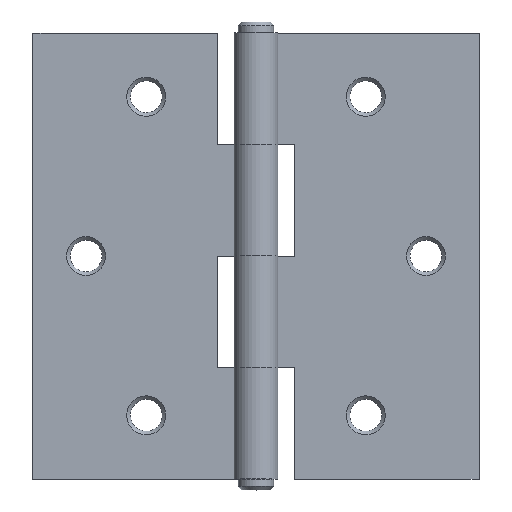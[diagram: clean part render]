
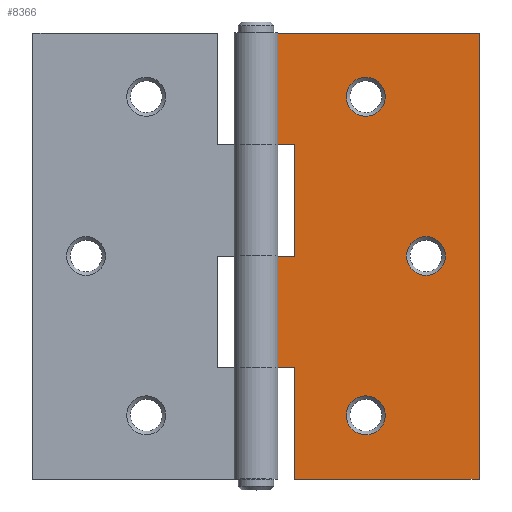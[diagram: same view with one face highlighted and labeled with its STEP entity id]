
A CAD part, top view. The second image highlights one B-rep face of the part: STEP entity #8366.
In plain terms, the highlighted planar face has unit normal (0, 0, 1).
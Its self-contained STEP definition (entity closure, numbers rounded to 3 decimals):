
#58 = EDGE_CURVE ( 'NONE', #4167, #4167, #7176, .T. ) ;
#230 = CARTESIAN_POINT ( 'NONE',  ( -3.1, 31.5, 1. ) ) ;
#371 = VERTEX_POINT ( 'NONE', #3694 ) ;
#449 = LINE ( 'NONE', #230, #5095 ) ;
#592 = ORIENTED_EDGE ( 'NONE', *, *, #10321, .T. ) ;
#775 = ORIENTED_EDGE ( 'NONE', *, *, #4082, .T. ) ;
#913 = DIRECTION ( 'NONE',  ( -1., 0., 0. ) ) ;
#1108 = CARTESIAN_POINT ( 'NONE',  ( -3.1, 31.5, 1. ) ) ;
#1110 = VERTEX_POINT ( 'NONE', #3727 ) ;
#1115 = CARTESIAN_POINT ( 'NONE',  ( -8.6, 15.75, 1. ) ) ;
#1137 = EDGE_CURVE ( 'NONE', #6297, #6297, #5175, .T. ) ;
#1146 = ORIENTED_EDGE ( 'NONE', *, *, #6779, .F. ) ;
#1210 = EDGE_LOOP ( 'NONE', ( #4709 ) ) ;
#1276 = ORIENTED_EDGE ( 'NONE', *, *, #2746, .T. ) ;
#1428 = ORIENTED_EDGE ( 'NONE', *, *, #10004, .T. ) ;
#1453 = CARTESIAN_POINT ( 'NONE',  ( -18.6, -22.5, 1. ) ) ;
#1648 = CIRCLE ( 'NONE', #10098, 2.75 ) ;
#1702 = FACE_BOUND ( 'NONE', #2218, .T. ) ;
#1802 = CARTESIAN_POINT ( 'NONE',  ( -3.1, -31.5, 1. ) ) ;
#1870 = CARTESIAN_POINT ( 'NONE',  ( -3.1, -15.75, 1. ) ) ;
#1951 = FACE_OUTER_BOUND ( 'NONE', #7292, .T. ) ;
#2218 = EDGE_LOOP ( 'NONE', ( #3623 ) ) ;
#2319 = ORIENTED_EDGE ( 'NONE', *, *, #5228, .F. ) ;
#2320 = CARTESIAN_POINT ( 'NONE',  ( -3.1, 0., 1. ) ) ;
#2361 = LINE ( 'NONE', #7106, #6616 ) ;
#2400 = EDGE_CURVE ( 'NONE', #4937, #4937, #1648, .T. ) ;
#2425 = VERTEX_POINT ( 'NONE', #2320 ) ;
#2535 = ORIENTED_EDGE ( 'NONE', *, *, #3829, .T. ) ;
#2746 = EDGE_CURVE ( 'NONE', #4108, #371, #6758, .T. ) ;
#2825 = AXIS2_PLACEMENT_3D ( 'NONE', #5498, #8664, #10318 ) ;
#2887 = DIRECTION ( 'NONE',  ( 0., -1., 0. ) ) ;
#2967 = EDGE_CURVE ( 'NONE', #8037, #6075, #4905, .T. ) ;
#3106 = EDGE_CURVE ( 'NONE', #1110, #6364, #8743, .T. ) ;
#3211 = ORIENTED_EDGE ( 'NONE', *, *, #3106, .T. ) ;
#3451 = DIRECTION ( 'NONE',  ( 0., -1., 0. ) ) ;
#3546 = LINE ( 'NONE', #4715, #5059 ) ;
#3601 = VERTEX_POINT ( 'NONE', #5083 ) ;
#3618 = CARTESIAN_POINT ( 'NONE',  ( -8.6, -15.75, 1. ) ) ;
#3623 = ORIENTED_EDGE ( 'NONE', *, *, #58, .T. ) ;
#3694 = CARTESIAN_POINT ( 'NONE',  ( -3.1, -31.5, 1. ) ) ;
#3727 = CARTESIAN_POINT ( 'NONE',  ( -3.1, 15.75, 1. ) ) ;
#3793 = VECTOR ( 'NONE', #5581, 1000. ) ;
#3829 = EDGE_CURVE ( 'NONE', #6364, #6075, #8597, .T. ) ;
#4082 = EDGE_CURVE ( 'NONE', #7404, #2425, #2361, .T. ) ;
#4085 = FACE_BOUND ( 'NONE', #1210, .T. ) ;
#4090 = DIRECTION ( 'NONE',  ( -1., 0., 0. ) ) ;
#4108 = VERTEX_POINT ( 'NONE', #5612 ) ;
#4167 = VERTEX_POINT ( 'NONE', #8876 ) ;
#4709 = ORIENTED_EDGE ( 'NONE', *, *, #2400, .T. ) ;
#4715 = CARTESIAN_POINT ( 'NONE',  ( -34.6, 31.5, 1. ) ) ;
#4883 = CARTESIAN_POINT ( 'NONE',  ( -21.35, 22.5, 1. ) ) ;
#4905 = LINE ( 'NONE', #1108, #5537 ) ;
#4919 = CARTESIAN_POINT ( 'NONE',  ( -21.35, -22.5, 1. ) ) ;
#4937 = VERTEX_POINT ( 'NONE', #4919 ) ;
#5059 = VECTOR ( 'NONE', #10244, 1000. ) ;
#5083 = CARTESIAN_POINT ( 'NONE',  ( -3.1, -15.75, 1. ) ) ;
#5095 = VECTOR ( 'NONE', #3451, 1000. ) ;
#5124 = LINE ( 'NONE', #9370, #9206 ) ;
#5175 = CIRCLE ( 'NONE', #2825, 2.75 ) ;
#5228 = EDGE_CURVE ( 'NONE', #1110, #2425, #5124, .T. ) ;
#5498 = CARTESIAN_POINT ( 'NONE',  ( -18.6, 22.5, 1. ) ) ;
#5537 = VECTOR ( 'NONE', #8365, 1000. ) ;
#5581 = DIRECTION ( 'NONE',  ( 0., 1., 0. ) ) ;
#5612 = CARTESIAN_POINT ( 'NONE',  ( -34.6, -31.5, 1. ) ) ;
#5615 = CARTESIAN_POINT ( 'NONE',  ( -3.1, 31.5, 1. ) ) ;
#5840 = ORIENTED_EDGE ( 'NONE', *, *, #1137, .T. ) ;
#5852 = VECTOR ( 'NONE', #5879, 1000. ) ;
#5879 = DIRECTION ( 'NONE',  ( -1., 0., 0. ) ) ;
#6056 = CARTESIAN_POINT ( 'NONE',  ( -34.6, 31.5, 1. ) ) ;
#6075 = VERTEX_POINT ( 'NONE', #10066 ) ;
#6081 = FACE_BOUND ( 'NONE', #9653, .T. ) ;
#6283 = DIRECTION ( 'NONE',  ( -1., 0., 0. ) ) ;
#6297 = VERTEX_POINT ( 'NONE', #4883 ) ;
#6364 = VERTEX_POINT ( 'NONE', #1115 ) ;
#6616 = VECTOR ( 'NONE', #7913, 1000. ) ;
#6629 = VECTOR ( 'NONE', #913, 1000. ) ;
#6697 = EDGE_CURVE ( 'NONE', #3601, #7497, #7326, .T. ) ;
#6758 = LINE ( 'NONE', #1802, #7869 ) ;
#6779 = EDGE_CURVE ( 'NONE', #3601, #371, #449, .T. ) ;
#6809 = DIRECTION ( 'NONE',  ( 0., 1., 0. ) ) ;
#6840 = CARTESIAN_POINT ( 'NONE',  ( -8.6, 31.5, 1. ) ) ;
#6898 = CARTESIAN_POINT ( 'NONE',  ( -3.1, 15.75, 1. ) ) ;
#7106 = CARTESIAN_POINT ( 'NONE',  ( -3.1, 0., 1. ) ) ;
#7176 = CIRCLE ( 'NONE', #8375, 2.75 ) ;
#7292 = EDGE_LOOP ( 'NONE', ( #1428, #775, #2319, #3211, #2535, #9404, #592, #1276, #1146, #8539 ) ) ;
#7326 = LINE ( 'NONE', #1870, #5852 ) ;
#7390 = DIRECTION ( 'NONE',  ( 1., 0., 0. ) ) ;
#7404 = VERTEX_POINT ( 'NONE', #9013 ) ;
#7487 = VECTOR ( 'NONE', #6809, 1000. ) ;
#7497 = VERTEX_POINT ( 'NONE', #3618 ) ;
#7865 = DIRECTION ( 'NONE',  ( 0., 0., -1. ) ) ;
#7869 = VECTOR ( 'NONE', #7390, 1000. ) ;
#7913 = DIRECTION ( 'NONE',  ( 1., 0., 0. ) ) ;
#8037 = VERTEX_POINT ( 'NONE', #6056 ) ;
#8365 = DIRECTION ( 'NONE',  ( 1., 0., 0. ) ) ;
#8366 = ADVANCED_FACE ( 'NONE', ( #1702, #4085, #6081, #1951 ), #8857, .F. ) ;
#8375 = AXIS2_PLACEMENT_3D ( 'NONE', #10095, #9239, #9271 ) ;
#8539 = ORIENTED_EDGE ( 'NONE', *, *, #6697, .T. ) ;
#8597 = LINE ( 'NONE', #6840, #7487 ) ;
#8664 = DIRECTION ( 'NONE',  ( 0., 0., -1. ) ) ;
#8743 = LINE ( 'NONE', #6898, #6629 ) ;
#8824 = CARTESIAN_POINT ( 'NONE',  ( -8.6, 31.5, 1. ) ) ;
#8857 = PLANE ( 'NONE',  #10185 ) ;
#8876 = CARTESIAN_POINT ( 'NONE',  ( -29.85, 0., 1. ) ) ;
#9013 = CARTESIAN_POINT ( 'NONE',  ( -8.6, 0., 1. ) ) ;
#9206 = VECTOR ( 'NONE', #2887, 1000. ) ;
#9239 = DIRECTION ( 'NONE',  ( 0., 0., -1. ) ) ;
#9271 = DIRECTION ( 'NONE',  ( -1., 0., 0. ) ) ;
#9370 = CARTESIAN_POINT ( 'NONE',  ( -3.1, 31.5, 1. ) ) ;
#9404 = ORIENTED_EDGE ( 'NONE', *, *, #2967, .F. ) ;
#9653 = EDGE_LOOP ( 'NONE', ( #5840 ) ) ;
#9687 = DIRECTION ( 'NONE',  ( 0., 0., -1. ) ) ;
#10004 = EDGE_CURVE ( 'NONE', #7497, #7404, #10013, .T. ) ;
#10013 = LINE ( 'NONE', #8824, #3793 ) ;
#10066 = CARTESIAN_POINT ( 'NONE',  ( -8.6, 31.5, 1. ) ) ;
#10095 = CARTESIAN_POINT ( 'NONE',  ( -27.1, 0., 1. ) ) ;
#10098 = AXIS2_PLACEMENT_3D ( 'NONE', #1453, #7865, #6283 ) ;
#10185 = AXIS2_PLACEMENT_3D ( 'NONE', #5615, #9687, #4090 ) ;
#10244 = DIRECTION ( 'NONE',  ( 0., -1., 0. ) ) ;
#10318 = DIRECTION ( 'NONE',  ( -1., 0., 0. ) ) ;
#10321 = EDGE_CURVE ( 'NONE', #8037, #4108, #3546, .T. ) ;
